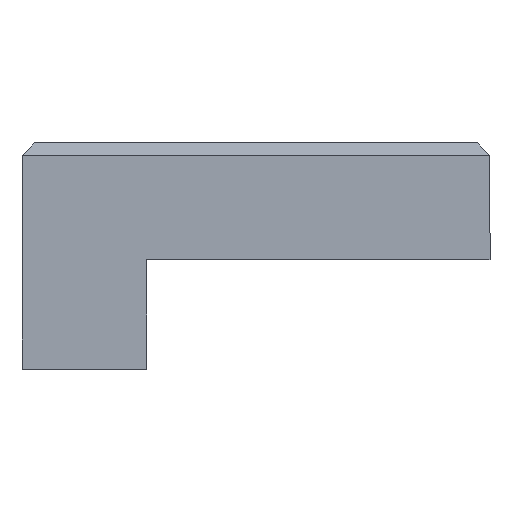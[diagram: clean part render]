
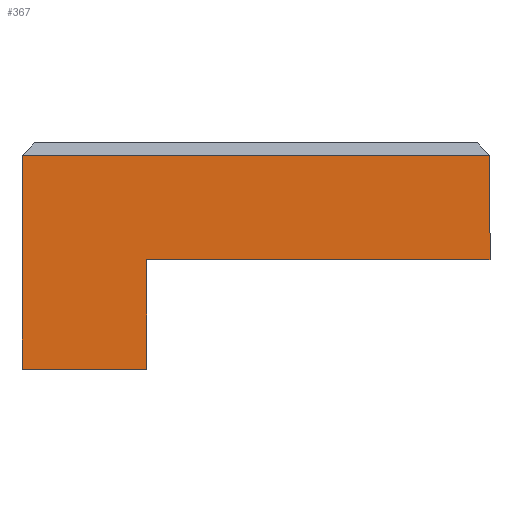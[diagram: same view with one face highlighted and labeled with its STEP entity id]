
A CAD part, left-side view. The second image highlights one B-rep face of the part: STEP entity #367.
In plain terms, the highlighted planar face has unit normal (-1, 0, 0).
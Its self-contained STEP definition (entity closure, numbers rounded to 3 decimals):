
#11 = CARTESIAN_POINT ( 'NONE',  ( -184., 0., 7.25 ) ) ;
#19 = ORIENTED_EDGE ( 'NONE', *, *, #236, .T. ) ;
#27 = DIRECTION ( 'NONE',  ( 0., 0., -1. ) ) ;
#39 = CARTESIAN_POINT ( 'NONE',  ( -184., 15., 7.25 ) ) ;
#41 = LINE ( 'NONE', #274, #415 ) ;
#84 = ORIENTED_EDGE ( 'NONE', *, *, #979, .T. ) ;
#85 = DIRECTION ( 'NONE',  ( 0., 0., -1. ) ) ;
#111 = LINE ( 'NONE', #512, #758 ) ;
#137 = VERTEX_POINT ( 'NONE', #11 ) ;
#139 = CARTESIAN_POINT ( 'NONE',  ( -184., 4., 7.25 ) ) ;
#141 = CARTESIAN_POINT ( 'NONE',  ( -184., 0., 7.25 ) ) ;
#169 = EDGE_CURVE ( 'NONE', #137, #621, #974, .T. ) ;
#171 = CARTESIAN_POINT ( 'NONE',  ( -184., 15., 3.75 ) ) ;
#188 = ORIENTED_EDGE ( 'NONE', *, *, #1024, .T. ) ;
#191 = CARTESIAN_POINT ( 'NONE',  ( -184., 7.5, 0.4 ) ) ;
#193 = CARTESIAN_POINT ( 'NONE',  ( -184., 15., 0.4 ) ) ;
#236 = EDGE_CURVE ( 'NONE', #137, #727, #41, .T. ) ;
#274 = CARTESIAN_POINT ( 'NONE',  ( -184., 7.5, 7.25 ) ) ;
#298 = VECTOR ( 'NONE', #926, 1000. ) ;
#358 = LINE ( 'NONE', #191, #298 ) ;
#367 = ADVANCED_FACE ( 'NONE', ( #785 ), #886, .T. ) ;
#384 = VECTOR ( 'NONE', #27, 1000. ) ;
#396 = CARTESIAN_POINT ( 'NONE',  ( -184., 7.5, 7.25 ) ) ;
#415 = VECTOR ( 'NONE', #733, 1000. ) ;
#430 = ORIENTED_EDGE ( 'NONE', *, *, #840, .F. ) ;
#454 = CARTESIAN_POINT ( 'NONE',  ( -184., 0., 0.4 ) ) ;
#481 = ORIENTED_EDGE ( 'NONE', *, *, #169, .F. ) ;
#510 = CARTESIAN_POINT ( 'NONE',  ( -184., 4., 3.75 ) ) ;
#512 = CARTESIAN_POINT ( 'NONE',  ( -184., 7.5, 3.75 ) ) ;
#514 = DIRECTION ( 'NONE',  ( 0., 0., 1. ) ) ;
#582 = VERTEX_POINT ( 'NONE', #171 ) ;
#584 = EDGE_CURVE ( 'NONE', #1039, #582, #111, .T. ) ;
#591 = CARTESIAN_POINT ( 'NONE',  ( -184., 4., 3.75 ) ) ;
#606 = VERTEX_POINT ( 'NONE', #193 ) ;
#621 = VERTEX_POINT ( 'NONE', #454 ) ;
#630 = AXIS2_PLACEMENT_3D ( 'NONE', #396, #792, #704 ) ;
#704 = DIRECTION ( 'NONE',  ( 0., 0., -1. ) ) ;
#727 = VERTEX_POINT ( 'NONE', #139 ) ;
#733 = DIRECTION ( 'NONE',  ( 0., 1., 0. ) ) ;
#738 = LINE ( 'NONE', #39, #384 ) ;
#748 = LINE ( 'NONE', #591, #844 ) ;
#755 = VECTOR ( 'NONE', #85, 1000. ) ;
#758 = VECTOR ( 'NONE', #992, 1000. ) ;
#785 = FACE_OUTER_BOUND ( 'NONE', #807, .T. ) ;
#792 = DIRECTION ( 'NONE',  ( -1., 0., 0. ) ) ;
#807 = EDGE_LOOP ( 'NONE', ( #188, #84, #481, #19, #430, #832 ) ) ;
#832 = ORIENTED_EDGE ( 'NONE', *, *, #584, .T. ) ;
#840 = EDGE_CURVE ( 'NONE', #1039, #727, #748, .T. ) ;
#844 = VECTOR ( 'NONE', #514, 1000. ) ;
#886 = PLANE ( 'NONE',  #630 ) ;
#926 = DIRECTION ( 'NONE',  ( 0., -1., 0. ) ) ;
#974 = LINE ( 'NONE', #141, #755 ) ;
#979 = EDGE_CURVE ( 'NONE', #606, #621, #358, .T. ) ;
#992 = DIRECTION ( 'NONE',  ( 0., 1., 0. ) ) ;
#1024 = EDGE_CURVE ( 'NONE', #582, #606, #738, .T. ) ;
#1039 = VERTEX_POINT ( 'NONE', #510 ) ;
